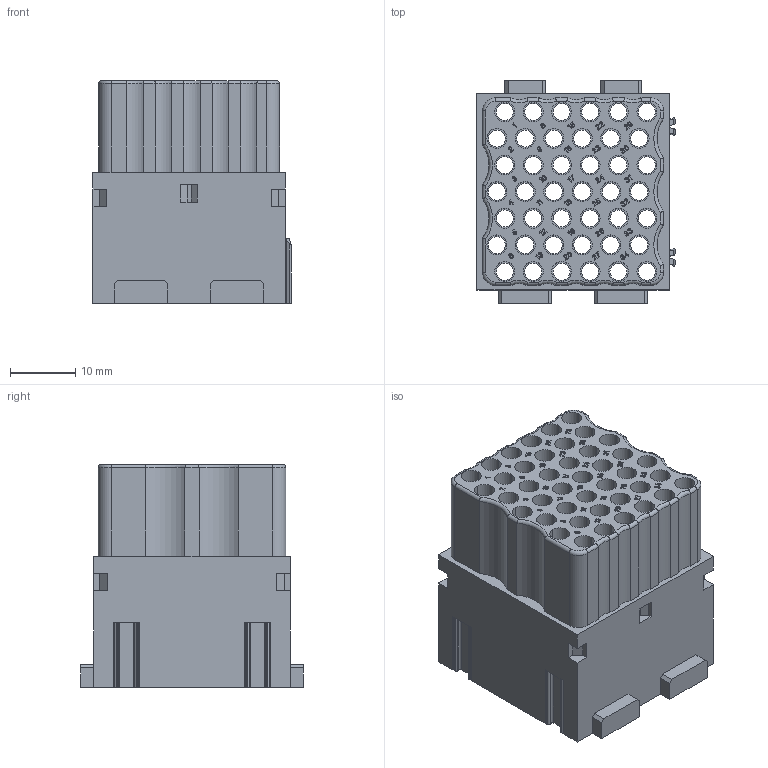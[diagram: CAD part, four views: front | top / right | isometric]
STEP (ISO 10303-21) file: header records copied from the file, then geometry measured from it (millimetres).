
FILE_DESCRIPTION(('Creo Elements/Direct Modeling STEP Export'),'2;1');
FILE_NAME('0ln7uvk4qo6q3nl5160','2019-05-16T13:40:29',(''),(''),'PTC Creo Elements/Direct Modeling STEP processor for AP214 (Solid Model)','PTC Creo Elements/Direct Modeling 19.0E 27-Jun-2016 (C) Parametric Technology GmbH','');
FILE_SCHEMA(('AUTOMOTIVE_DESIGN { 1 0 10303 214 1 1 1 1 }'));
Products named in the file (2): CX_42_DF
Assembly tree (1 placements, depth 2):
  CX_42_DF
    CX_42_DF
Bounding box: 30.3 x 34 x 34.1 mm (x, y, z)
Volume: 15952.6 mm3; surface area: 20406.2 mm2
Topology: 1 solids, 1 shells, 765 faces, 7238 edges, 6692 vertices
Faces by surface type: plane 344, cylinder 318, cone 84, torus 19
Entity records: 71328 total; most frequent: CARTESIAN_POINT 15709, ORIENTED_EDGE 14476, DIRECTION 8369, EDGE_CURVE 7238, VERTEX_POINT 6692, VECTOR 6467, LINE 6467, EDGE_LOOP 1066
